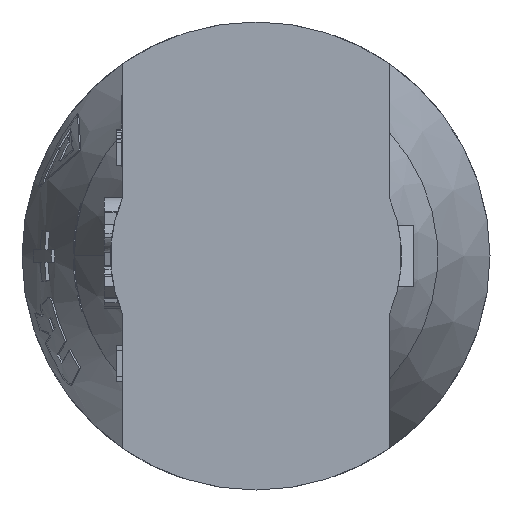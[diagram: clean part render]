
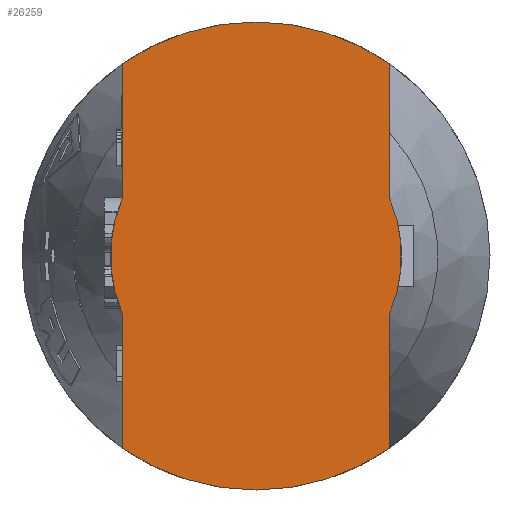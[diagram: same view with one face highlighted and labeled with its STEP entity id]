
A CAD part, front view. The second image highlights one B-rep face of the part: STEP entity #26259.
In plain terms, the highlighted planar face has unit normal (0, -1, 0).
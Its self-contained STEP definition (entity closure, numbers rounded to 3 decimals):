
#1843 = EDGE_CURVE ( 'NONE', #52320, #2576, #77734, .T. ) ;
#1972 = EDGE_CURVE ( 'NONE', #80224, #42111, #58385, .T. ) ;
#2337 = CARTESIAN_POINT ( 'NONE',  ( -5.5, 0., 0. ) ) ;
#2576 = VERTEX_POINT ( 'NONE', #64308 ) ;
#4429 = LINE ( 'NONE', #40850, #43225 ) ;
#6300 = VERTEX_POINT ( 'NONE', #48163 ) ;
#6437 = DIRECTION ( 'NONE',  ( 0., 0., 1. ) ) ;
#6566 = DIRECTION ( 'NONE',  ( 0., 0., 1. ) ) ;
#7146 = PLANE ( 'NONE',  #24946 ) ;
#7802 = DIRECTION ( 'NONE',  ( 0., -1., 0. ) ) ;
#10607 = CIRCLE ( 'NONE', #83317, 9.652 ) ;
#11980 = CIRCLE ( 'NONE', #75605, 9.652 ) ;
#12573 = EDGE_CURVE ( 'NONE', #25531, #80224, #36550, .T. ) ;
#13111 = CIRCLE ( 'NONE', #80842, 9.652 ) ;
#13494 = ORIENTED_EDGE ( 'NONE', *, *, #80058, .T. ) ;
#14091 = AXIS2_PLACEMENT_3D ( 'NONE', #72034, #27081, #6566 ) ;
#15454 = EDGE_CURVE ( 'NONE', #25531, #6300, #78978, .T. ) ;
#16879 = ORIENTED_EDGE ( 'NONE', *, *, #15454, .F. ) ;
#18025 = CARTESIAN_POINT ( 'NONE',  ( 0., 0., 0. ) ) ;
#18404 = AXIS2_PLACEMENT_3D ( 'NONE', #57935, #7802, #20343 ) ;
#18577 = ORIENTED_EDGE ( 'NONE', *, *, #1972, .T. ) ;
#19047 = EDGE_LOOP ( 'NONE', ( #16879, #48818, #18577, #66013, #81109, #68376, #13494, #45702, #82330, #84142 ) ) ;
#20343 = DIRECTION ( 'NONE',  ( 0., 0., 1. ) ) ;
#23486 = EDGE_CURVE ( 'NONE', #42111, #26949, #4429, .T. ) ;
#24946 = AXIS2_PLACEMENT_3D ( 'NONE', #26240, #52741, #66084 ) ;
#25017 = CARTESIAN_POINT ( 'NONE',  ( 5.5, 0., 7.932 ) ) ;
#25531 = VERTEX_POINT ( 'NONE', #66484 ) ;
#26240 = CARTESIAN_POINT ( 'NONE',  ( 0., 0., 0. ) ) ;
#26258 = EDGE_CURVE ( 'NONE', #66765, #52320, #60051, .T. ) ;
#26259 = ADVANCED_FACE ( 'NONE', ( #42780 ), #7146, .T. ) ;
#26949 = VERTEX_POINT ( 'NONE', #25017 ) ;
#27081 = DIRECTION ( 'NONE',  ( 0., -1., 0. ) ) ;
#27597 = CARTESIAN_POINT ( 'NONE',  ( 0., 0., 9.652 ) ) ;
#30513 = CARTESIAN_POINT ( 'NONE',  ( 0., 0., 0. ) ) ;
#30795 = DIRECTION ( 'NONE',  ( 0., 0., -1. ) ) ;
#33848 = CARTESIAN_POINT ( 'NONE',  ( 0., 0., 0. ) ) ;
#34503 = VECTOR ( 'NONE', #6437, 1000. ) ;
#35524 = VECTOR ( 'NONE', #66699, 1000. ) ;
#35657 = CARTESIAN_POINT ( 'NONE',  ( 5.5, 0., -2.398 ) ) ;
#36550 = LINE ( 'NONE', #58303, #34503 ) ;
#37732 = CARTESIAN_POINT ( 'NONE',  ( 5.5, 0., 2.398 ) ) ;
#40850 = CARTESIAN_POINT ( 'NONE',  ( 5.5, 0., 0. ) ) ;
#42111 = VERTEX_POINT ( 'NONE', #37732 ) ;
#42780 = FACE_OUTER_BOUND ( 'NONE', #19047, .T. ) ;
#43225 = VECTOR ( 'NONE', #54217, 1000. ) ;
#44540 = VERTEX_POINT ( 'NONE', #77121 ) ;
#45702 = ORIENTED_EDGE ( 'NONE', *, *, #26258, .T. ) ;
#46435 = VERTEX_POINT ( 'NONE', #27597 ) ;
#48163 = CARTESIAN_POINT ( 'NONE',  ( 0., 0., -9.652 ) ) ;
#48818 = ORIENTED_EDGE ( 'NONE', *, *, #12573, .T. ) ;
#49969 = CARTESIAN_POINT ( 'NONE',  ( -5.5, 0., -2.398 ) ) ;
#51308 = VECTOR ( 'NONE', #81344, 1000. ) ;
#52320 = VERTEX_POINT ( 'NONE', #49969 ) ;
#52741 = DIRECTION ( 'NONE',  ( 0., -1., 0. ) ) ;
#54217 = DIRECTION ( 'NONE',  ( 0., 0., 1. ) ) ;
#57087 = DIRECTION ( 'NONE',  ( 0., 1., 0. ) ) ;
#57935 = CARTESIAN_POINT ( 'NONE',  ( 0., 0., 0. ) ) ;
#58303 = CARTESIAN_POINT ( 'NONE',  ( 5.5, 0., 0. ) ) ;
#58385 = CIRCLE ( 'NONE', #18404, 6. ) ;
#60051 = CIRCLE ( 'NONE', #14091, 6. ) ;
#60217 = DIRECTION ( 'NONE',  ( 0., 1., 0. ) ) ;
#61071 = AXIS2_PLACEMENT_3D ( 'NONE', #30513, #63267, #30795 ) ;
#62817 = EDGE_CURVE ( 'NONE', #46435, #26949, #10607, .T. ) ;
#63267 = DIRECTION ( 'NONE',  ( 0., 1., 0. ) ) ;
#63609 = DIRECTION ( 'NONE',  ( 0., 0., -1. ) ) ;
#64308 = CARTESIAN_POINT ( 'NONE',  ( -5.5, 0., -7.932 ) ) ;
#66013 = ORIENTED_EDGE ( 'NONE', *, *, #23486, .T. ) ;
#66084 = DIRECTION ( 'NONE',  ( 0., 0., -1. ) ) ;
#66484 = CARTESIAN_POINT ( 'NONE',  ( 5.5, 0., -7.932 ) ) ;
#66699 = DIRECTION ( 'NONE',  ( 0., 0., -1. ) ) ;
#66765 = VERTEX_POINT ( 'NONE', #84379 ) ;
#67110 = CARTESIAN_POINT ( 'NONE',  ( -5.5, 0., 0. ) ) ;
#67156 = DIRECTION ( 'NONE',  ( 0., 1., 0. ) ) ;
#67431 = DIRECTION ( 'NONE',  ( 0., 0., -1. ) ) ;
#68376 = ORIENTED_EDGE ( 'NONE', *, *, #80299, .F. ) ;
#71857 = EDGE_CURVE ( 'NONE', #6300, #2576, #11980, .T. ) ;
#72034 = CARTESIAN_POINT ( 'NONE',  ( 0., 0., 0. ) ) ;
#73861 = CARTESIAN_POINT ( 'NONE',  ( 0., 0., 0. ) ) ;
#75605 = AXIS2_PLACEMENT_3D ( 'NONE', #73861, #60217, #79593 ) ;
#77121 = CARTESIAN_POINT ( 'NONE',  ( -5.5, 0., 7.932 ) ) ;
#77734 = LINE ( 'NONE', #67110, #51308 ) ;
#78347 = LINE ( 'NONE', #2337, #35524 ) ;
#78978 = CIRCLE ( 'NONE', #61071, 9.652 ) ;
#79593 = DIRECTION ( 'NONE',  ( 0., 0., -1. ) ) ;
#80058 = EDGE_CURVE ( 'NONE', #44540, #66765, #78347, .T. ) ;
#80224 = VERTEX_POINT ( 'NONE', #35657 ) ;
#80299 = EDGE_CURVE ( 'NONE', #44540, #46435, #13111, .T. ) ;
#80842 = AXIS2_PLACEMENT_3D ( 'NONE', #18025, #57087, #63609 ) ;
#81109 = ORIENTED_EDGE ( 'NONE', *, *, #62817, .F. ) ;
#81344 = DIRECTION ( 'NONE',  ( 0., 0., -1. ) ) ;
#82330 = ORIENTED_EDGE ( 'NONE', *, *, #1843, .T. ) ;
#83317 = AXIS2_PLACEMENT_3D ( 'NONE', #33848, #67156, #67431 ) ;
#84142 = ORIENTED_EDGE ( 'NONE', *, *, #71857, .F. ) ;
#84379 = CARTESIAN_POINT ( 'NONE',  ( -5.5, 0., 2.398 ) ) ;
